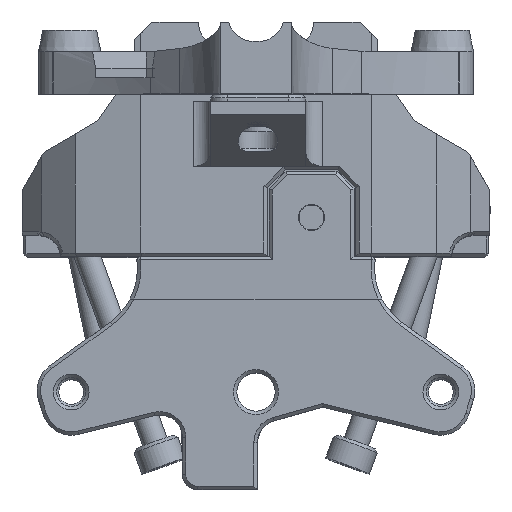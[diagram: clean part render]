
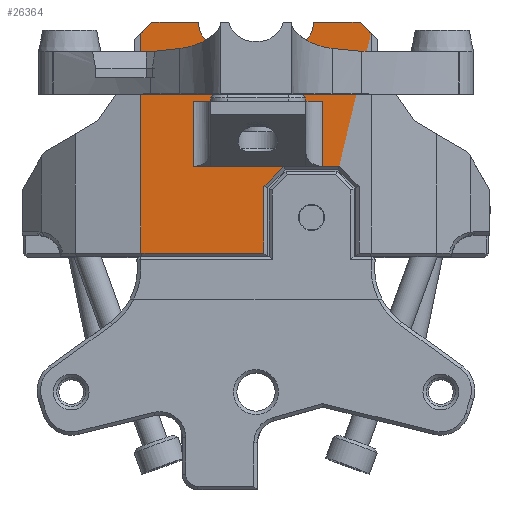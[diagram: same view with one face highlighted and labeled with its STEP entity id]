
A CAD part, top view. The second image highlights one B-rep face of the part: STEP entity #26364.
In plain terms, the highlighted face is planar.
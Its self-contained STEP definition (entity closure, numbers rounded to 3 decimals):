
#1248=CIRCLE('',#28216,3.);
#1249=CIRCLE('',#28217,3.);
#1875=(
BOUNDED_CURVE()
B_SPLINE_CURVE(2,(#40101,#40102,#40103),.UNSPECIFIED.,.F.,.F.)
B_SPLINE_CURVE_WITH_KNOTS((3,3),(0.,0.205),.UNSPECIFIED.)
CURVE()
GEOMETRIC_REPRESENTATION_ITEM()
RATIONAL_B_SPLINE_CURVE((1.,1.045,1.))
REPRESENTATION_ITEM('')
);
#2336=FACE_BOUND('',#4417,.T.);
#2850=FACE_OUTER_BOUND('',#4416,.T.);
#4416=EDGE_LOOP('',(#19588,#19589,#19590,#19591,#19592,#19593,#19594,#19595,
#19596,#19597,#19598,#19599,#19600,#19601,#19602,#19603));
#4417=EDGE_LOOP('',(#19604,#19605,#19606,#19607,#19608,#19609,#19610,#19611));
#6607=LINE('',#40076,#9117);
#6612=LINE('',#40091,#9122);
#6618=LINE('',#40115,#9128);
#6621=LINE('',#40121,#9131);
#6628=LINE('',#40148,#9138);
#6629=LINE('',#40150,#9139);
#6635=LINE('',#40165,#9145);
#6647=LINE('',#40204,#9157);
#6648=LINE('',#40206,#9158);
#6649=LINE('',#40208,#9159);
#6650=LINE('',#40210,#9160);
#6651=LINE('',#40212,#9161);
#6652=LINE('',#40214,#9162);
#6653=LINE('',#40216,#9163);
#6654=LINE('',#40220,#9164);
#6655=LINE('',#40224,#9165);
#6656=LINE('',#40226,#9166);
#6657=LINE('',#40228,#9167);
#6658=LINE('',#40230,#9168);
#6659=LINE('',#40232,#9169);
#6660=LINE('',#40233,#9170);
#9117=VECTOR('',#32178,10.);
#9122=VECTOR('',#32191,10.);
#9128=VECTOR('',#32209,10.);
#9131=VECTOR('',#32216,10.);
#9138=VECTOR('',#32245,10.);
#9139=VECTOR('',#32246,10.);
#9145=VECTOR('',#32262,10.);
#9157=VECTOR('',#32310,10.);
#9158=VECTOR('',#32311,10.);
#9159=VECTOR('',#32312,10.);
#9160=VECTOR('',#32313,10.);
#9161=VECTOR('',#32314,10.);
#9162=VECTOR('',#32315,10.);
#9163=VECTOR('',#32316,10.);
#9164=VECTOR('',#32319,10.);
#9165=VECTOR('',#32322,10.);
#9166=VECTOR('',#32323,10.);
#9167=VECTOR('',#32324,10.);
#9168=VECTOR('',#32325,10.);
#9169=VECTOR('',#32326,10.);
#9170=VECTOR('',#32327,10.);
#11422=VERTEX_POINT('',#40069);
#11425=VERTEX_POINT('',#40074);
#11428=VERTEX_POINT('',#40084);
#11431=VERTEX_POINT('',#40089);
#11434=VERTEX_POINT('',#40099);
#11435=VERTEX_POINT('',#40100);
#11440=VERTEX_POINT('',#40114);
#11451=VERTEX_POINT('',#40149);
#11463=VERTEX_POINT('',#40202);
#11464=VERTEX_POINT('',#40203);
#11465=VERTEX_POINT('',#40205);
#11466=VERTEX_POINT('',#40207);
#11467=VERTEX_POINT('',#40209);
#11468=VERTEX_POINT('',#40211);
#11469=VERTEX_POINT('',#40213);
#11470=VERTEX_POINT('',#40215);
#11471=VERTEX_POINT('',#40217);
#11472=VERTEX_POINT('',#40219);
#11473=VERTEX_POINT('',#40221);
#11474=VERTEX_POINT('',#40223);
#11475=VERTEX_POINT('',#40225);
#11476=VERTEX_POINT('',#40227);
#11477=VERTEX_POINT('',#40229);
#11478=VERTEX_POINT('',#40231);
#14371=EDGE_CURVE('',#11425,#11422,#6607,.T.);
#14378=EDGE_CURVE('',#11431,#11428,#6612,.T.);
#14382=EDGE_CURVE('',#11434,#11435,#1875,.T.);
#14388=EDGE_CURVE('',#11440,#11434,#6618,.T.);
#14392=EDGE_CURVE('',#11425,#11428,#6621,.T.);
#14405=EDGE_CURVE('',#11431,#11440,#6628,.T.);
#14406=EDGE_CURVE('',#11451,#11422,#6629,.T.);
#14415=EDGE_CURVE('',#11435,#11451,#6635,.T.);
#14433=EDGE_CURVE('',#11463,#11464,#6647,.T.);
#14434=EDGE_CURVE('',#11465,#11463,#6648,.T.);
#14435=EDGE_CURVE('',#11466,#11465,#6649,.T.);
#14436=EDGE_CURVE('',#11467,#11466,#6650,.T.);
#14437=EDGE_CURVE('',#11467,#11468,#6651,.T.);
#14438=EDGE_CURVE('',#11469,#11468,#6652,.T.);
#14439=EDGE_CURVE('',#11470,#11469,#6653,.T.);
#14440=EDGE_CURVE('',#11471,#11470,#1248,.T.);
#14441=EDGE_CURVE('',#11471,#11472,#6654,.T.);
#14442=EDGE_CURVE('',#11473,#11472,#1249,.T.);
#14443=EDGE_CURVE('',#11473,#11474,#6655,.T.);
#14444=EDGE_CURVE('',#11474,#11475,#6656,.T.);
#14445=EDGE_CURVE('',#11476,#11475,#6657,.T.);
#14446=EDGE_CURVE('',#11477,#11476,#6658,.T.);
#14447=EDGE_CURVE('',#11478,#11477,#6659,.T.);
#14448=EDGE_CURVE('',#11464,#11478,#6660,.T.);
#19588=ORIENTED_EDGE('',*,*,#14433,.F.);
#19589=ORIENTED_EDGE('',*,*,#14434,.F.);
#19590=ORIENTED_EDGE('',*,*,#14435,.F.);
#19591=ORIENTED_EDGE('',*,*,#14436,.F.);
#19592=ORIENTED_EDGE('',*,*,#14437,.T.);
#19593=ORIENTED_EDGE('',*,*,#14438,.F.);
#19594=ORIENTED_EDGE('',*,*,#14439,.F.);
#19595=ORIENTED_EDGE('',*,*,#14440,.F.);
#19596=ORIENTED_EDGE('',*,*,#14441,.T.);
#19597=ORIENTED_EDGE('',*,*,#14442,.F.);
#19598=ORIENTED_EDGE('',*,*,#14443,.T.);
#19599=ORIENTED_EDGE('',*,*,#14444,.T.);
#19600=ORIENTED_EDGE('',*,*,#14445,.F.);
#19601=ORIENTED_EDGE('',*,*,#14446,.F.);
#19602=ORIENTED_EDGE('',*,*,#14447,.F.);
#19603=ORIENTED_EDGE('',*,*,#14448,.F.);
#19604=ORIENTED_EDGE('',*,*,#14392,.T.);
#19605=ORIENTED_EDGE('',*,*,#14378,.F.);
#19606=ORIENTED_EDGE('',*,*,#14405,.T.);
#19607=ORIENTED_EDGE('',*,*,#14388,.T.);
#19608=ORIENTED_EDGE('',*,*,#14382,.T.);
#19609=ORIENTED_EDGE('',*,*,#14415,.T.);
#19610=ORIENTED_EDGE('',*,*,#14406,.T.);
#19611=ORIENTED_EDGE('',*,*,#14371,.F.);
#25400=PLANE('',#28215);
#26364=ADVANCED_FACE('',(#2850,#2336),#25400,.T.);
#28215=AXIS2_PLACEMENT_3D('',#40201,#32308,#32309);
#28216=AXIS2_PLACEMENT_3D('',#40218,#32317,#32318);
#28217=AXIS2_PLACEMENT_3D('',#40222,#32320,#32321);
#32178=DIRECTION('',(0.,0.,1.));
#32191=DIRECTION('',(0.,0.,-1.));
#32209=DIRECTION('',(0.,0.,1.));
#32216=DIRECTION('',(-1.,0.,0.));
#32245=DIRECTION('',(1.,0.,0.));
#32246=DIRECTION('',(1.,0.,0.));
#32262=DIRECTION('',(0.,0.,-1.));
#32308=DIRECTION('center_axis',(0.,-1.,0.));
#32309=DIRECTION('ref_axis',(1.,0.,0.));
#32310=DIRECTION('',(-1.,0.,0.));
#32311=DIRECTION('',(-0.707,0.,0.707));
#32312=DIRECTION('',(0.,0.,1.));
#32313=DIRECTION('',(-1.,0.,0.));
#32314=DIRECTION('',(0.,0.,1.));
#32315=DIRECTION('',(0.707,0.,-0.707));
#32316=DIRECTION('',(1.,0.,0.));
#32317=DIRECTION('center_axis',(0.,-1.,0.));
#32318=DIRECTION('ref_axis',(0.707,0.,-0.707));
#32319=DIRECTION('',(-1.,0.,0.));
#32320=DIRECTION('center_axis',(0.,-1.,0.));
#32321=DIRECTION('ref_axis',(-0.707,0.,-0.707));
#32322=DIRECTION('',(-1.,0.,0.));
#32323=DIRECTION('',(-0.707,0.,-0.707));
#32324=DIRECTION('',(0.,0.,1.));
#32325=DIRECTION('',(-1.,0.,0.));
#32326=DIRECTION('',(0.,0.,-1.));
#32327=DIRECTION('',(-0.707,0.,-0.707));
#40069=CARTESIAN_POINT('',(-140.268,-210.367,-101.818));
#40074=CARTESIAN_POINT('',(-140.268,-210.367,-109.468));
#40076=CARTESIAN_POINT('',(-140.268,-210.367,-115.046));
#40084=CARTESIAN_POINT('',(-155.527,-210.367,-109.468));
#40089=CARTESIAN_POINT('',(-155.527,-210.367,-101.818));
#40091=CARTESIAN_POINT('',(-155.527,-210.367,-115.046));
#40099=CARTESIAN_POINT('',(-148.914,-210.367,-101.418));
#40100=CARTESIAN_POINT('',(-146.881,-210.367,-101.418));
#40101=CARTESIAN_POINT('Ctrl Pts',(-148.914,-210.367,
-101.418));
#40102=CARTESIAN_POINT('Ctrl Pts',(-147.898,-210.367,
-101.123));
#40103=CARTESIAN_POINT('Ctrl Pts',(-146.881,-210.367,
-101.418));
#40114=CARTESIAN_POINT('',(-148.914,-210.367,-101.818));
#40115=CARTESIAN_POINT('',(-148.914,-210.367,-100.953));
#40121=CARTESIAN_POINT('',(-159.783,-210.367,-109.468));
#40148=CARTESIAN_POINT('',(-154.782,-210.367,-101.818));
#40149=CARTESIAN_POINT('',(-146.881,-210.367,-101.818));
#40150=CARTESIAN_POINT('',(-154.782,-210.367,-101.818));
#40165=CARTESIAN_POINT('',(-146.881,-210.367,-100.953));
#40201=CARTESIAN_POINT('Origin',(-161.671,-210.367,-125.073));
#40202=CARTESIAN_POINT('',(-138.352,-210.367,-109.473));
#40203=CARTESIAN_POINT('',(-144.849,-210.367,-109.473));
#40204=CARTESIAN_POINT('',(-151.636,-210.367,-109.473));
#40205=CARTESIAN_POINT('',(-136.001,-210.367,-111.825));
#40206=CARTESIAN_POINT('',(-139.694,-210.367,-108.131));
#40207=CARTESIAN_POINT('',(-136.001,-210.367,-119.673));
#40208=CARTESIAN_POINT('',(-136.001,-210.367,-119.873));
#40209=CARTESIAN_POINT('',(-134.601,-210.367,-119.673));
#40210=CARTESIAN_POINT('',(-160.212,-210.367,-119.673));
#40211=CARTESIAN_POINT('',(-134.601,-210.367,-93.787));
#40212=CARTESIAN_POINT('',(-134.601,-210.367,-123.823));
#40213=CARTESIAN_POINT('',(-135.891,-210.367,-92.497));
#40214=CARTESIAN_POINT('',(-132.524,-210.367,-95.863));
#40215=CARTESIAN_POINT('',(-141.351,-210.367,-92.497));
#40216=CARTESIAN_POINT('',(-148.101,-210.367,-92.497));
#40217=CARTESIAN_POINT('',(-144.351,-210.367,-95.497));
#40218=CARTESIAN_POINT('Origin',(-144.351,-210.367,-92.497));
#40219=CARTESIAN_POINT('',(-151.921,-210.367,-95.497));
#40220=CARTESIAN_POINT('',(-154.903,-210.367,-95.497));
#40221=CARTESIAN_POINT('',(-154.921,-210.367,-92.497));
#40222=CARTESIAN_POINT('Origin',(-151.921,-210.367,-92.497));
#40223=CARTESIAN_POINT('',(-160.381,-210.367,-92.497));
#40224=CARTESIAN_POINT('',(-148.171,-210.367,-92.497));
#40225=CARTESIAN_POINT('',(-161.671,-210.367,-93.787));
#40226=CARTESIAN_POINT('',(-163.748,-210.367,-95.863));
#40227=CARTESIAN_POINT('',(-161.671,-210.367,-119.673));
#40228=CARTESIAN_POINT('',(-161.671,-210.367,-123.823));
#40229=CARTESIAN_POINT('',(-147.201,-210.367,-119.673));
#40230=CARTESIAN_POINT('',(-160.212,-210.367,-119.673));
#40231=CARTESIAN_POINT('',(-147.201,-210.367,-111.825));
#40232=CARTESIAN_POINT('',(-147.201,-210.367,-119.873));
#40233=CARTESIAN_POINT('',(-153.543,-210.367,-118.166));
